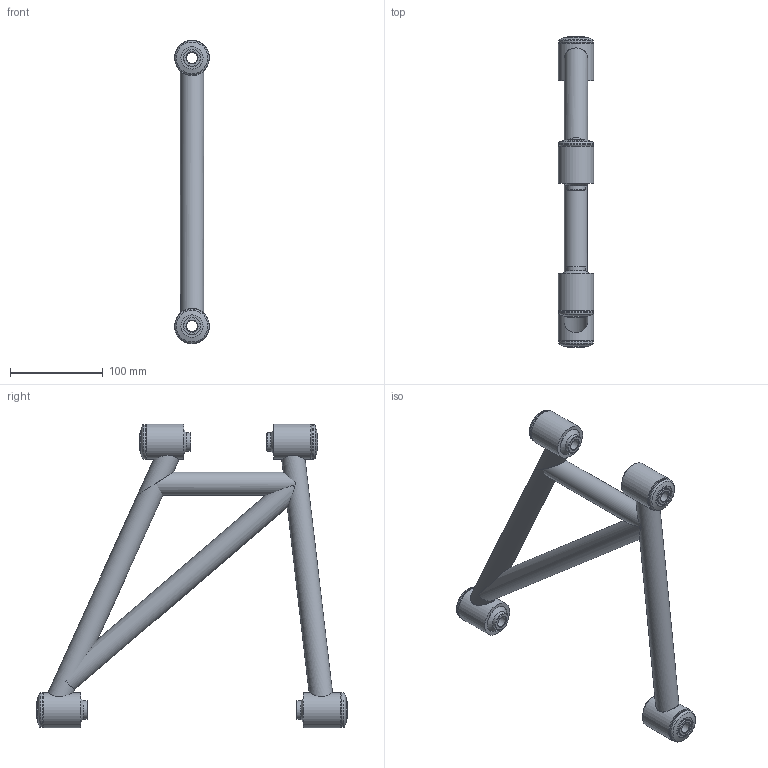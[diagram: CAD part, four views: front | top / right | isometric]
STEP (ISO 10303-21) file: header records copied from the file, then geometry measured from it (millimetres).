
FILE_DESCRIPTION(/* description */ (''),/* implementation_level */ '2;1');
FILE_NAME(/* name */ 'BRACCIO_SOSP_POST_ASM_16_ASM.stp',/* time_stamp */ '2016-06-02T11:01:23+02:00',/* author */ (''),/* organization */ (''),/* preprocessor_version */ 'ST-DEVELOPER v16.5',/* originating_system */ 'Autodesk Translation Framework v5.0.0.3310',/* authorisation */ '');
FILE_SCHEMA (('AUTOMOTIVE_DESIGN { 1 0 10303 214 3 1 1 }'));
Length unit declared in the file: centimetre
Products named in the file (7): BRACCIO_SOSP_POST_ASM_16_ASM; PRT0002; PRT0003; PRT0004; PRT0005; PRT0006; SILENTBLOCK_BRACC_SOSP_ANT__2
Assembly tree (12 placements, depth 2):
  BRACCIO_SOSP_POST_ASM_16_ASM
    PRT0002  x4
    PRT0003
    PRT0004
    PRT0005
    PRT0006
    SILENTBLOCK_BRACC_SOSP_ANT__2  x4
Bounding box: 38 x 334.6 x 327 mm (x, y, z)
Volume: 317922.5 mm3; surface area: 416250.6 mm2
Topology: 12 solids, 34 shells, 147 faces, 345 edges, 229 vertices
Faces by surface type: cylinder 79, cone 32, plane 28, torus 8
Full cylindrical faces by diameter (mm): 12 x4, 19 x4, 20 x4, 21 x4, 24 x4, 25 x11, 29.359 x8, 30 x4, 32.124 x4, 37 x4, 38 x20
Entity records: 3941 total; most frequent: CARTESIAN_POINT 2339, DIRECTION 330, ORIENTED_EDGE 176, AXIS2_PLACEMENT_3D 165, EDGE_LOOP 132, EDGE_CURVE 116, VERTEX_POINT 110, FACE_OUTER_BOUND 69
